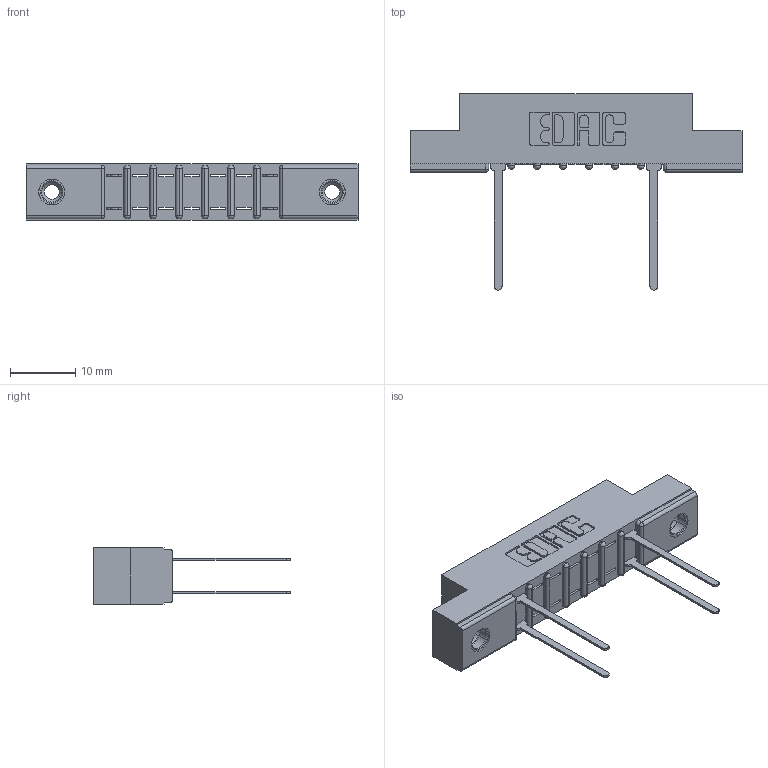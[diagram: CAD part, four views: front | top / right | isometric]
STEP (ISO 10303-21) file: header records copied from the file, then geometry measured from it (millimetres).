
FILE_DESCRIPTION (( 'STEP AP203' ), '1' );
FILE_NAME ('307-014-540-208.STEP', '2018-08-03T01:21:00', ( '' ), ( '' ), 'SwSTEP 2.0', 'SolidWorks 2016', '' );
FILE_SCHEMA (( 'CONFIG_CONTROL_DESIGN' ));
Length unit declared in the file: inch
Products named in the file (4): 307 Part_.156 Dia Mounting Holes; 307-290-001_540; 345-250-001_345-250-003-102; 307-014-540-208
Assembly tree (7 placements, depth 2):
  307-014-540-208
    307 Part_.156 Dia Mounting Holes
    307-290-001_540  x4
    345-250-001_345-250-003-102  x2
Bounding box: 50.75 x 30 x 8.71 mm (x, y, z)
Volume: 3207.6 mm3; surface area: 4267.6 mm2
Topology: 7 solids, 7 shells, 470 faces, 1299 edges, 830 vertices
Faces by surface type: plane 286, cylinder 152, sphere 16, cone 12, torus 4
Entity records: 11373 total; most frequent: CARTESIAN_POINT 1896, ORIENTED_EDGE 1878, DIRECTION 1871, EDGE_CURVE 939, LINE 705, VECTOR 705, VERTEX_POINT 608, AXIS2_PLACEMENT_3D 583
